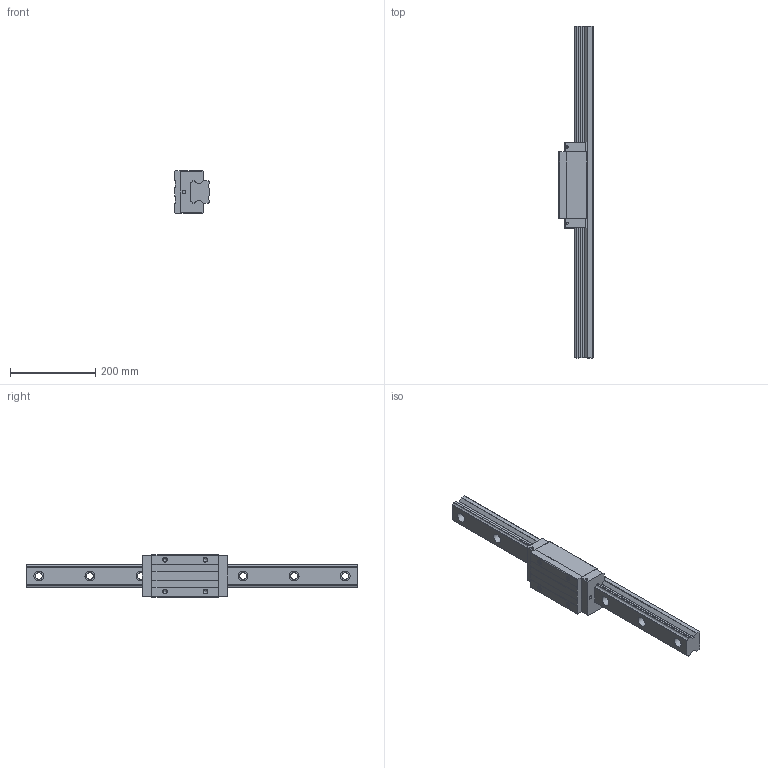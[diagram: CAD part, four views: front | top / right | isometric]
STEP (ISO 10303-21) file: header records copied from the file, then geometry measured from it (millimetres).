
FILE_DESCRIPTION(/* description */ (''),/* implementation_level */ '2;1');
FILE_NAME(/* name */ 'TRH55VE.stp',/* time_stamp */ '2012-09-21T10:06:41+08:00',/* author */ (''),/* organization */ (''),/* preprocessor_version */ 'ST-DEVELOPER v11',/* originating_system */ 'SIEMENS UGS NX 6.0',/* authorisation */ '');
FILE_SCHEMA (('CONFIG_CONTROL_DESIGN'));
Length unit declared in the file: millimetre
Products named in the file (1): fann9E27og1z
Bounding box: 80 x 780 x 100 mm (x, y, z)
Volume: 2498591.3 mm3; surface area: 272199.9 mm2
Topology: 2 solids, 2 shells, 174 faces, 478 edges, 321 vertices
Faces by surface type: plane 92, cylinder 66, bspline 12, cone 4
Full cylindrical faces by diameter (mm): 5.2 x4, 8.484 x2, 16 x7, 23 x7
Entity records: 9832 total; most frequent: CARTESIAN_POINT 5484, ORIENTED_EDGE 878, DIRECTION 838, EDGE_CURVE 439, VERTEX_POINT 310, AXIS2_PLACEMENT_3D 292, LINE 254, VECTOR 254
